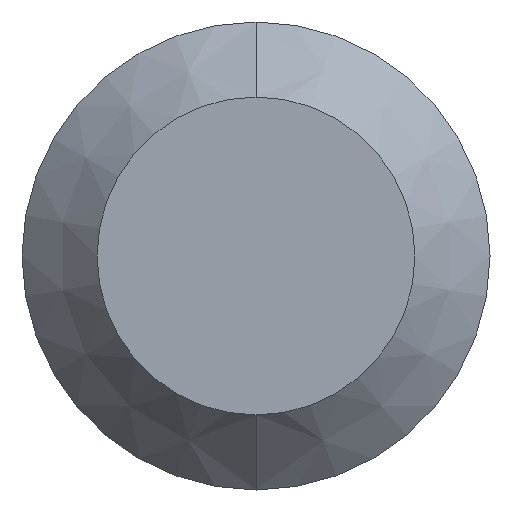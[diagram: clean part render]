
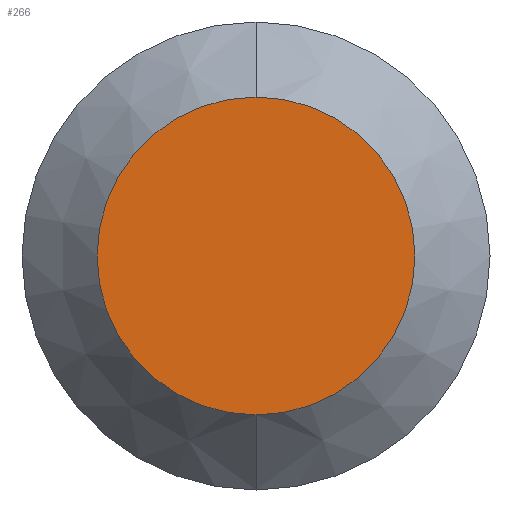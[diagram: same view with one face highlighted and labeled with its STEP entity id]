
A CAD part, front view. The second image highlights one B-rep face of the part: STEP entity #266.
In plain terms, the highlighted planar face has unit normal (0, -1, 0).
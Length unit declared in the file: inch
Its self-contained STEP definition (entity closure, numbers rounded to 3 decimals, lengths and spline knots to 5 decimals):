
#3 = EDGE_LOOP ( 'NONE', ( #233, #224 ) ) ;
#17 = DIRECTION ( 'NONE',  ( 0., -1., 0. ) ) ;
#28 = DIRECTION ( 'NONE',  ( 0., 1., 0. ) ) ;
#43 = VERTEX_POINT ( 'NONE', #67 ) ;
#47 = FACE_OUTER_BOUND ( 'NONE', #3, .T. ) ;
#57 = CIRCLE ( 'NONE', #140, 0.04235 ) ;
#60 = VERTEX_POINT ( 'NONE', #86 ) ;
#63 = CIRCLE ( 'NONE', #155, 0.04235 ) ;
#67 = CARTESIAN_POINT ( 'NONE',  ( 0., 0., -0.04235 ) ) ;
#74 = CARTESIAN_POINT ( 'NONE',  ( 0., 0., 0. ) ) ;
#86 = CARTESIAN_POINT ( 'NONE',  ( 0., 0., 0.04235 ) ) ;
#94 = PLANE ( 'NONE',  #106 ) ;
#106 = AXIS2_PLACEMENT_3D ( 'NONE', #131, #28, #179 ) ;
#131 = CARTESIAN_POINT ( 'NONE',  ( 0., 0., 0. ) ) ;
#140 = AXIS2_PLACEMENT_3D ( 'NONE', #269, #17, #166 ) ;
#155 = AXIS2_PLACEMENT_3D ( 'NONE', #74, #206, #225 ) ;
#166 = DIRECTION ( 'NONE',  ( 0., 0., 1. ) ) ;
#179 = DIRECTION ( 'NONE',  ( 0., 0., 1. ) ) ;
#206 = DIRECTION ( 'NONE',  ( 0., -1., 0. ) ) ;
#224 = ORIENTED_EDGE ( 'NONE', *, *, #229, .T. ) ;
#225 = DIRECTION ( 'NONE',  ( 0., 0., 1. ) ) ;
#229 = EDGE_CURVE ( 'NONE', #43, #60, #63, .T. ) ;
#233 = ORIENTED_EDGE ( 'NONE', *, *, #252, .T. ) ;
#252 = EDGE_CURVE ( 'NONE', #60, #43, #57, .T. ) ;
#266 = ADVANCED_FACE ( 'NONE', ( #47 ), #94, .F. ) ;
#269 = CARTESIAN_POINT ( 'NONE',  ( 0., 0., 0. ) ) ;
